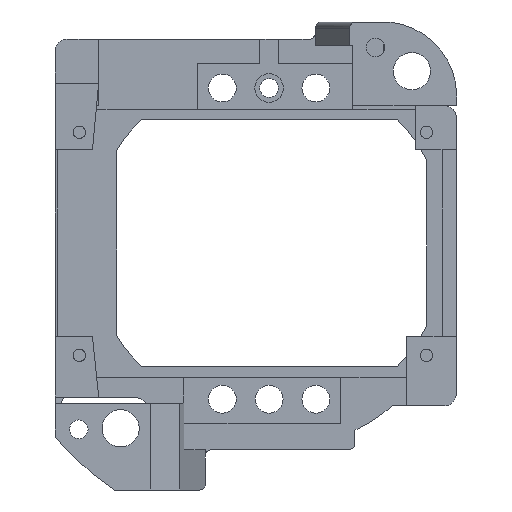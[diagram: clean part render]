
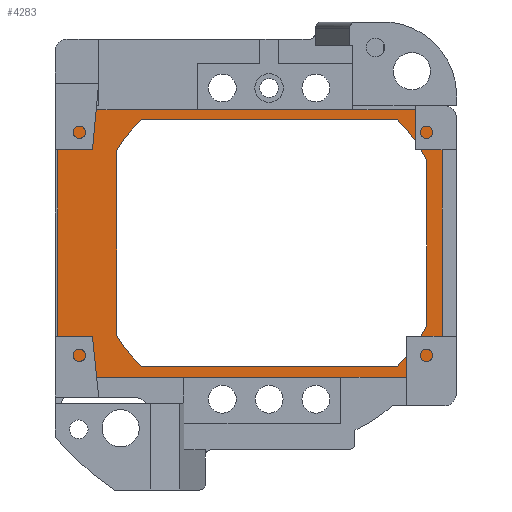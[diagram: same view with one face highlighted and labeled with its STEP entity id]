
A CAD part, front view. The second image highlights one B-rep face of the part: STEP entity #4283.
In plain terms, the highlighted planar face has unit normal (0, -1, 0).
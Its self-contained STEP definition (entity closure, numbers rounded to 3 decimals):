
#18 = CARTESIAN_POINT ( 'NONE',  ( 27.9, 3.6, -19.6 ) ) ;
#98 = FACE_OUTER_BOUND ( 'NONE', #2328, .T. ) ;
#123 = CARTESIAN_POINT ( 'NONE',  ( -20.653, 3.6, 22.1 ) ) ;
#128 = VECTOR ( 'NONE', #3032, 1000. ) ;
#178 = EDGE_CURVE ( 'NONE', #2884, #4893, #3740, .T. ) ;
#228 = VECTOR ( 'NONE', #3704, 1000. ) ;
#247 = AXIS2_PLACEMENT_3D ( 'NONE', #819, #423, #3551 ) ;
#260 = CIRCLE ( 'NONE', #3210, 28.75 ) ;
#301 = VERTEX_POINT ( 'NONE', #4429 ) ;
#320 = CARTESIAN_POINT ( 'NONE',  ( 0., 3.6, 2.1 ) ) ;
#366 = CARTESIAN_POINT ( 'NONE',  ( 0., 3.6, 2.1 ) ) ;
#413 = ORIENTED_EDGE ( 'NONE', *, *, #4706, .T. ) ;
#423 = DIRECTION ( 'NONE',  ( 0., 1., 0. ) ) ;
#441 = CIRCLE ( 'NONE', #247, 28.75 ) ;
#521 = CARTESIAN_POINT ( 'NONE',  ( 20.653, 3.6, 22.1 ) ) ;
#589 = LINE ( 'NONE', #3105, #1824 ) ;
#647 = CARTESIAN_POINT ( 'NONE',  ( 27.9, 3.6, 23.6 ) ) ;
#671 = AXIS2_PLACEMENT_3D ( 'NONE', #3246, #3265, #4438 ) ;
#697 = VECTOR ( 'NONE', #1561, 1000. ) ;
#775 = FACE_BOUND ( 'NONE', #3074, .T. ) ;
#819 = CARTESIAN_POINT ( 'NONE',  ( 0., 3.6, 2.1 ) ) ;
#875 = PLANE ( 'NONE',  #671 ) ;
#1114 = CARTESIAN_POINT ( 'NONE',  ( -24.6, 3.6, -12.78 ) ) ;
#1176 = CARTESIAN_POINT ( 'NONE',  ( 20.653, 3.6, -17.9 ) ) ;
#1247 = VERTEX_POINT ( 'NONE', #123 ) ;
#1289 = VECTOR ( 'NONE', #3422, 1000. ) ;
#1336 = ORIENTED_EDGE ( 'NONE', *, *, #4035, .T. ) ;
#1463 = DIRECTION ( 'NONE',  ( 0., 1., 0. ) ) ;
#1485 = DIRECTION ( 'NONE',  ( 0., 0., -1. ) ) ;
#1539 = DIRECTION ( 'NONE',  ( 0., 0., 1. ) ) ;
#1561 = DIRECTION ( 'NONE',  ( 1., 0., 0. ) ) ;
#1567 = CARTESIAN_POINT ( 'NONE',  ( -34.1, 3.6, -19.6 ) ) ;
#1602 = EDGE_CURVE ( 'NONE', #301, #3004, #2309, .T. ) ;
#1656 = EDGE_CURVE ( 'NONE', #3004, #4755, #2059, .T. ) ;
#1679 = CARTESIAN_POINT ( 'NONE',  ( 25.4, 3.6, 15.569 ) ) ;
#1704 = ORIENTED_EDGE ( 'NONE', *, *, #2658, .T. ) ;
#1824 = VECTOR ( 'NONE', #1918, 1000. ) ;
#1842 = ORIENTED_EDGE ( 'NONE', *, *, #1602, .T. ) ;
#1874 = ORIENTED_EDGE ( 'NONE', *, *, #2257, .F. ) ;
#1918 = DIRECTION ( 'NONE',  ( 0., 0., 1. ) ) ;
#1943 = CARTESIAN_POINT ( 'NONE',  ( 0., 3.6, 2.1 ) ) ;
#2007 = DIRECTION ( 'NONE',  ( 1., 0., 0. ) ) ;
#2026 = VERTEX_POINT ( 'NONE', #3361 ) ;
#2059 = LINE ( 'NONE', #2685, #3930 ) ;
#2245 = VERTEX_POINT ( 'NONE', #1114 ) ;
#2257 = EDGE_CURVE ( 'NONE', #2864, #3583, #3037, .T. ) ;
#2302 = LINE ( 'NONE', #521, #3282 ) ;
#2309 = CIRCLE ( 'NONE', #4091, 28.75 ) ;
#2328 = EDGE_LOOP ( 'NONE', ( #1874, #3021, #4025, #4069 ) ) ;
#2338 = DIRECTION ( 'NONE',  ( -1., 0., 0. ) ) ;
#2394 = EDGE_CURVE ( 'NONE', #1247, #301, #2302, .T. ) ;
#2482 = AXIS2_PLACEMENT_3D ( 'NONE', #1943, #3184, #1539 ) ;
#2658 = EDGE_CURVE ( 'NONE', #4755, #3457, #260, .T. ) ;
#2685 = CARTESIAN_POINT ( 'NONE',  ( 25.4, 3.6, -11.369 ) ) ;
#2763 = CARTESIAN_POINT ( 'NONE',  ( -34.1, 3.6, 23.6 ) ) ;
#2828 = ORIENTED_EDGE ( 'NONE', *, *, #4896, .T. ) ;
#2864 = VERTEX_POINT ( 'NONE', #18 ) ;
#2884 = VERTEX_POINT ( 'NONE', #4839 ) ;
#2927 = CARTESIAN_POINT ( 'NONE',  ( -20.653, 3.6, -17.9 ) ) ;
#3004 = VERTEX_POINT ( 'NONE', #1679 ) ;
#3010 = DIRECTION ( 'NONE',  ( 0., 0., -1. ) ) ;
#3021 = ORIENTED_EDGE ( 'NONE', *, *, #4481, .T. ) ;
#3032 = DIRECTION ( 'NONE',  ( -1., 0., 0. ) ) ;
#3037 = LINE ( 'NONE', #1567, #4854 ) ;
#3074 = EDGE_LOOP ( 'NONE', ( #1842, #4006, #1704, #2828, #413, #1336, #3233, #4556 ) ) ;
#3105 = CARTESIAN_POINT ( 'NONE',  ( -24.6, 3.6, -12.78 ) ) ;
#3184 = DIRECTION ( 'NONE',  ( 0., 1., 0. ) ) ;
#3210 = AXIS2_PLACEMENT_3D ( 'NONE', #320, #1463, #3010 ) ;
#3233 = ORIENTED_EDGE ( 'NONE', *, *, #3334, .T. ) ;
#3246 = CARTESIAN_POINT ( 'NONE',  ( 0., 3.6, 0. ) ) ;
#3250 = CIRCLE ( 'NONE', #2482, 28.75 ) ;
#3265 = DIRECTION ( 'NONE',  ( 0., 1., 0. ) ) ;
#3282 = VECTOR ( 'NONE', #2007, 1000. ) ;
#3334 = EDGE_CURVE ( 'NONE', #2026, #1247, #3250, .T. ) ;
#3361 = CARTESIAN_POINT ( 'NONE',  ( -24.6, 3.6, 16.98 ) ) ;
#3422 = DIRECTION ( 'NONE',  ( 0., 0., 1. ) ) ;
#3457 = VERTEX_POINT ( 'NONE', #1176 ) ;
#3466 = EDGE_CURVE ( 'NONE', #3583, #2884, #4440, .T. ) ;
#3551 = DIRECTION ( 'NONE',  ( 0., 0., -1. ) ) ;
#3583 = VERTEX_POINT ( 'NONE', #3946 ) ;
#3704 = DIRECTION ( 'NONE',  ( 0., 0., 1. ) ) ;
#3740 = LINE ( 'NONE', #2763, #697 ) ;
#3785 = LINE ( 'NONE', #2927, #128 ) ;
#3930 = VECTOR ( 'NONE', #1485, 1000. ) ;
#3946 = CARTESIAN_POINT ( 'NONE',  ( -34.1, 3.6, -19.6 ) ) ;
#4006 = ORIENTED_EDGE ( 'NONE', *, *, #1656, .T. ) ;
#4025 = ORIENTED_EDGE ( 'NONE', *, *, #178, .F. ) ;
#4035 = EDGE_CURVE ( 'NONE', #2245, #2026, #589, .T. ) ;
#4069 = ORIENTED_EDGE ( 'NONE', *, *, #3466, .F. ) ;
#4091 = AXIS2_PLACEMENT_3D ( 'NONE', #366, #4250, #4279 ) ;
#4250 = DIRECTION ( 'NONE',  ( 0., 1., 0. ) ) ;
#4279 = DIRECTION ( 'NONE',  ( 0., 0., -1. ) ) ;
#4283 = ADVANCED_FACE ( 'NONE', ( #775, #98 ), #875, .F. ) ;
#4340 = CARTESIAN_POINT ( 'NONE',  ( 25.4, 3.6, -11.369 ) ) ;
#4429 = CARTESIAN_POINT ( 'NONE',  ( 20.653, 3.6, 22.1 ) ) ;
#4438 = DIRECTION ( 'NONE',  ( 0., 0., 1. ) ) ;
#4440 = LINE ( 'NONE', #4468, #228 ) ;
#4468 = CARTESIAN_POINT ( 'NONE',  ( -34.1, 3.6, 23.6 ) ) ;
#4481 = EDGE_CURVE ( 'NONE', #2864, #4893, #5024, .T. ) ;
#4556 = ORIENTED_EDGE ( 'NONE', *, *, #2394, .T. ) ;
#4706 = EDGE_CURVE ( 'NONE', #4834, #2245, #441, .T. ) ;
#4755 = VERTEX_POINT ( 'NONE', #4340 ) ;
#4834 = VERTEX_POINT ( 'NONE', #4907 ) ;
#4839 = CARTESIAN_POINT ( 'NONE',  ( -34.1, 3.6, 23.6 ) ) ;
#4854 = VECTOR ( 'NONE', #2338, 1000. ) ;
#4893 = VERTEX_POINT ( 'NONE', #647 ) ;
#4896 = EDGE_CURVE ( 'NONE', #3457, #4834, #3785, .T. ) ;
#4907 = CARTESIAN_POINT ( 'NONE',  ( -20.653, 3.6, -17.9 ) ) ;
#4990 = CARTESIAN_POINT ( 'NONE',  ( 27.9, 3.6, 23.6 ) ) ;
#5024 = LINE ( 'NONE', #4990, #1289 ) ;
